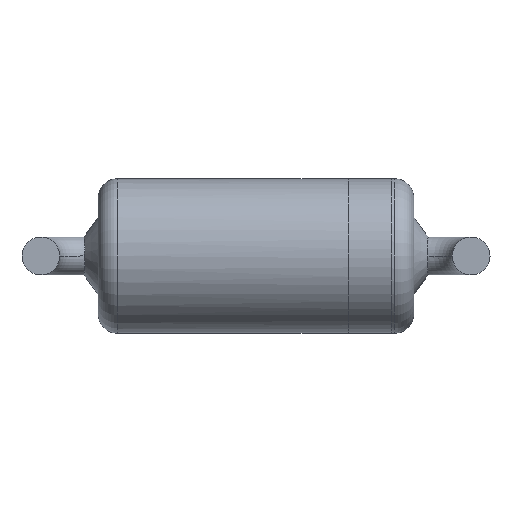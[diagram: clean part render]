
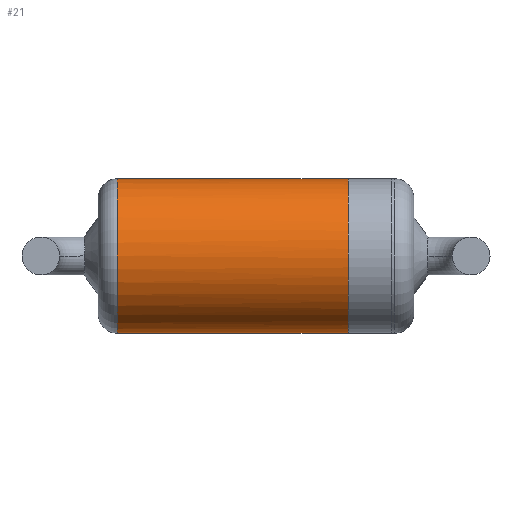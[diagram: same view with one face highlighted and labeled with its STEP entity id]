
A CAD part, front view. The second image highlights one B-rep face of the part: STEP entity #21.
In plain terms, the highlighted cylindrical face has radius 1.14 mm (diameter 2.28 mm), a partial arc.
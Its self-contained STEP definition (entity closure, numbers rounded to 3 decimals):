
#21 = ADVANCED_FACE ( 'NONE', ( #2802 ), #843, .T. ) ;
#450 = DIRECTION ( 'NONE',  ( -1., 0., 0. ) ) ;
#471 = CARTESIAN_POINT ( 'NONE',  ( 4.535, 1.342, -1.11 ) ) ;
#577 = B_SPLINE_CURVE_WITH_KNOTS ( 'NONE', 3,
 ( #3932, #1250, #471, #4610, #1957, #1593, #3881, #2391, #887, #2740, #3070, #1175, #2764, #3094, #3143, #3501, #1941, #826 ),
 .UNSPECIFIED., .F., .F.,
 ( 4, 2, 2, 2, 2, 2, 2, 2, 4 ),
 ( 0.5, 0.563, 0.625, 0.688, 0.75, 0.813, 0.875, 0.938, 1. ),
 .UNSPECIFIED. ) ;
#736 = AXIS2_PLACEMENT_3D ( 'NONE', #4680, #450, #1883 ) ;
#826 = CARTESIAN_POINT ( 'NONE',  ( 4.535, 1.64, 1.14 ) ) ;
#843 = CYLINDRICAL_SURFACE ( 'NONE', #1105, 1.14 ) ;
#887 = CARTESIAN_POINT ( 'NONE',  ( 4.535, 0.5, -0.149 ) ) ;
#910 = DIRECTION ( 'NONE',  ( 0., 0., 1. ) ) ;
#1085 = DIRECTION ( 'NONE',  ( -1., 0., 0. ) ) ;
#1105 = AXIS2_PLACEMENT_3D ( 'NONE', #3116, #4304, #910 ) ;
#1175 = CARTESIAN_POINT ( 'NONE',  ( 4.535, 0.644, 0.574 ) ) ;
#1208 = CIRCLE ( 'NONE', #736, 1.14 ) ;
#1250 = CARTESIAN_POINT ( 'NONE',  ( 4.535, 1.491, -1.14 ) ) ;
#1262 = EDGE_LOOP ( 'NONE', ( #3607, #4914, #3847, #1709 ) ) ;
#1482 = CARTESIAN_POINT ( 'NONE',  ( 0.635, 1.64, -1.14 ) ) ;
#1593 = CARTESIAN_POINT ( 'NONE',  ( 4.535, 0.728, -0.701 ) ) ;
#1709 = ORIENTED_EDGE ( 'NONE', *, *, #4638, .F. ) ;
#1780 = CARTESIAN_POINT ( 'NONE',  ( 4.535, 1.64, 1.14 ) ) ;
#1883 = DIRECTION ( 'NONE',  ( 0., 0., 1. ) ) ;
#1941 = CARTESIAN_POINT ( 'NONE',  ( 4.535, 1.491, 1.14 ) ) ;
#1957 = CARTESIAN_POINT ( 'NONE',  ( 4.535, 0.939, -0.912 ) ) ;
#2115 = EDGE_CURVE ( 'NONE', #4557, #4703, #3786, .T. ) ;
#2175 = CARTESIAN_POINT ( 'NONE',  ( 4.535, 1.64, -1.14 ) ) ;
#2391 = CARTESIAN_POINT ( 'NONE',  ( 4.535, 0.53, -0.298 ) ) ;
#2619 = DIRECTION ( 'NONE',  ( -1., 0., 0. ) ) ;
#2740 = CARTESIAN_POINT ( 'NONE',  ( 4.535, 0.5, 0.149 ) ) ;
#2764 = CARTESIAN_POINT ( 'NONE',  ( 4.535, 0.728, 0.701 ) ) ;
#2802 = FACE_OUTER_BOUND ( 'NONE', #1262, .T. ) ;
#3070 = CARTESIAN_POINT ( 'NONE',  ( 4.535, 0.53, 0.298 ) ) ;
#3094 = CARTESIAN_POINT ( 'NONE',  ( 4.535, 0.939, 0.912 ) ) ;
#3116 = CARTESIAN_POINT ( 'NONE',  ( 0.635, 1.64, 0. ) ) ;
#3143 = CARTESIAN_POINT ( 'NONE',  ( 4.535, 1.066, 0.996 ) ) ;
#3311 = CARTESIAN_POINT ( 'NONE',  ( 1.13, 1.64, 1.14 ) ) ;
#3384 = LINE ( 'NONE', #1482, #4333 ) ;
#3501 = CARTESIAN_POINT ( 'NONE',  ( 4.535, 1.342, 1.11 ) ) ;
#3607 = ORIENTED_EDGE ( 'NONE', *, *, #4675, .F. ) ;
#3647 = VERTEX_POINT ( 'NONE', #4523 ) ;
#3786 = LINE ( 'NONE', #4301, #3820 ) ;
#3820 = VECTOR ( 'NONE', #2619, 1000. ) ;
#3847 = ORIENTED_EDGE ( 'NONE', *, *, #2115, .T. ) ;
#3881 = CARTESIAN_POINT ( 'NONE',  ( 4.535, 0.644, -0.574 ) ) ;
#3932 = CARTESIAN_POINT ( 'NONE',  ( 4.535, 1.64, -1.14 ) ) ;
#4301 = CARTESIAN_POINT ( 'NONE',  ( 0.635, 1.64, 1.14 ) ) ;
#4304 = DIRECTION ( 'NONE',  ( -1., 0., 0. ) ) ;
#4333 = VECTOR ( 'NONE', #1085, 1000. ) ;
#4346 = EDGE_CURVE ( 'NONE', #4676, #4557, #577, .T. ) ;
#4523 = CARTESIAN_POINT ( 'NONE',  ( 1.13, 1.64, -1.14 ) ) ;
#4557 = VERTEX_POINT ( 'NONE', #1780 ) ;
#4610 = CARTESIAN_POINT ( 'NONE',  ( 4.535, 1.066, -0.996 ) ) ;
#4638 = EDGE_CURVE ( 'NONE', #3647, #4703, #1208, .T. ) ;
#4675 = EDGE_CURVE ( 'NONE', #4676, #3647, #3384, .T. ) ;
#4676 = VERTEX_POINT ( 'NONE', #2175 ) ;
#4680 = CARTESIAN_POINT ( 'NONE',  ( 1.13, 1.64, 0. ) ) ;
#4703 = VERTEX_POINT ( 'NONE', #3311 ) ;
#4914 = ORIENTED_EDGE ( 'NONE', *, *, #4346, .T. ) ;
